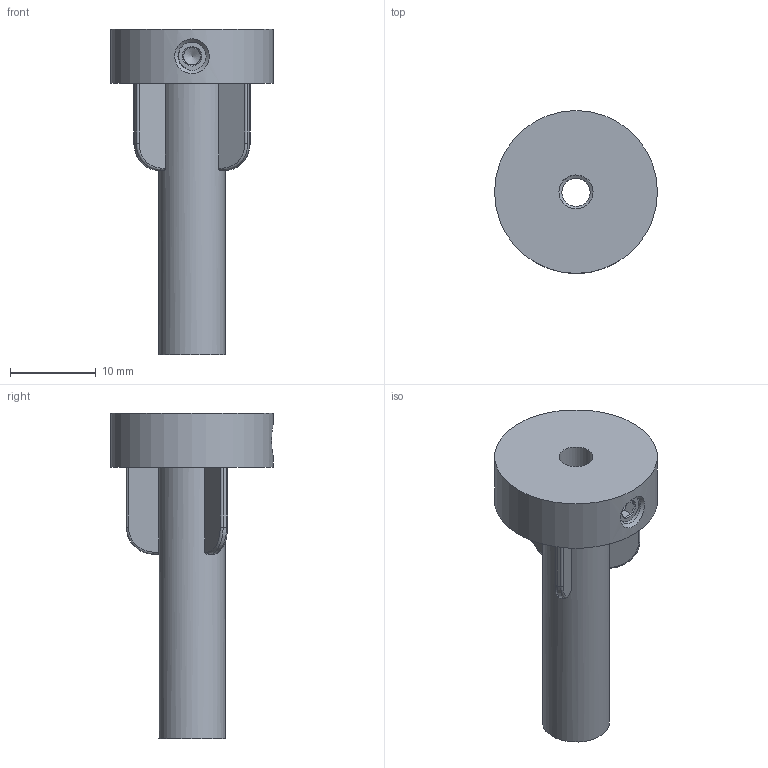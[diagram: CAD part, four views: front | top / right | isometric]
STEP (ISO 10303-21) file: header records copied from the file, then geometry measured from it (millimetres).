
FILE_DESCRIPTION(/* description */ ('Spindle'),/* implementation_level */ '2;1');
FILE_NAME(/* name */ '1212094 - Spindle Assembly.stp',/* time_stamp */ '2016-02-22T12:48:13-06:00',/* author */ ('maxwellm'),/* organization */ (''),/* preprocessor_version */ 'ST-DEVELOPER v15.2',/* originating_system */ 'Autodesk Inventor 2014',/* authorisation */ '');
FILE_SCHEMA (('AUTOMOTIVE_DESIGN { 1 0 10303 214 3 1 1 }'));
Length unit declared in the file: inch
Products named in the file (3): 1212094 - Spindle; 90251A176; 1212094 - Spindle Assembly
Bounding box: 19.05 x 19.05 x 38.1 mm (x, y, z)
Volume: 3014 mm3; surface area: 2583.4 mm2
Topology: 3 solids, 3 shells, 102 faces, 285 edges, 189 vertices
Faces by surface type: cylinder 36, plane 28, bspline 21, cone 11, torus 6
Full cylindrical faces by diameter (mm): 3.302 x2, 3.988 x1, 7.798 x1, 19.05 x1
Entity records: 9377 total; most frequent: CARTESIAN_POINT 7108, ORIENTED_EDGE 542, DIRECTION 374, EDGE_CURVE 271, VERTEX_POINT 184, AXIS2_PLACEMENT_3D 154, EDGE_LOOP 115, ADVANCED_FACE 102
